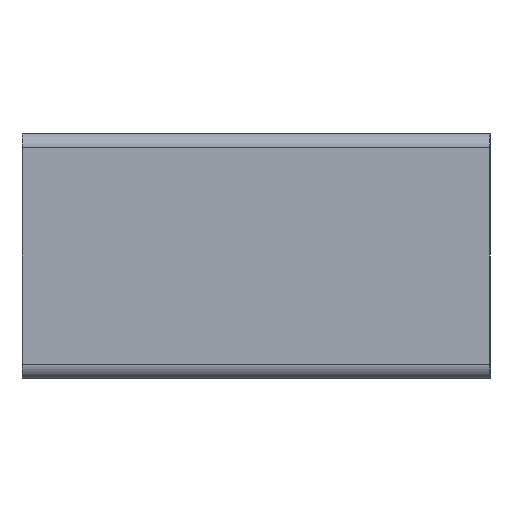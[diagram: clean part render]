
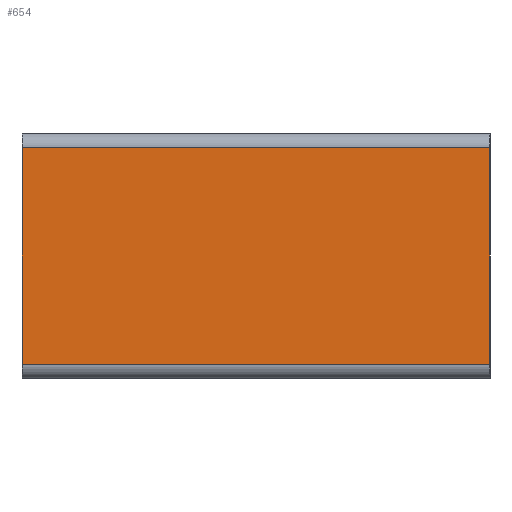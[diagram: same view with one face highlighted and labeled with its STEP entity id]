
A CAD part, left-side view. The second image highlights one B-rep face of the part: STEP entity #654.
In plain terms, the highlighted planar face has unit normal (-1, 0, 0).
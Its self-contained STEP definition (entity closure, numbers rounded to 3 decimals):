
#48=FACE_OUTER_BOUND('',#81,.T.);
#81=EDGE_LOOP('',(#526,#527,#528,#529));
#127=LINE('',#960,#209);
#158=LINE('',#1035,#240);
#164=LINE('',#1047,#246);
#165=LINE('',#1049,#247);
#209=VECTOR('',#782,10.);
#240=VECTOR('',#837,10.);
#246=VECTOR('',#851,10.);
#247=VECTOR('',#854,10.);
#282=VERTEX_POINT('',#957);
#283=VERTEX_POINT('',#959);
#314=VERTEX_POINT('',#1032);
#315=VERTEX_POINT('',#1034);
#352=EDGE_CURVE('',#283,#282,#127,.T.);
#389=EDGE_CURVE('',#314,#315,#158,.T.);
#396=EDGE_CURVE('',#283,#314,#164,.T.);
#397=EDGE_CURVE('',#315,#282,#165,.T.);
#526=ORIENTED_EDGE('',*,*,#396,.F.);
#527=ORIENTED_EDGE('',*,*,#352,.T.);
#528=ORIENTED_EDGE('',*,*,#397,.F.);
#529=ORIENTED_EDGE('',*,*,#389,.F.);
#606=PLANE('',#709);
#654=ADVANCED_FACE('',(#48),#606,.T.);
#709=AXIS2_PLACEMENT_3D('',#1048,#852,#853);
#782=DIRECTION('',(0.,0.,1.));
#837=DIRECTION('',(0.,0.,1.));
#851=DIRECTION('',(0.,1.,0.));
#852=DIRECTION('center_axis',(-1.,0.,0.));
#853=DIRECTION('ref_axis',(0.,-1.,0.));
#854=DIRECTION('',(0.,-1.,0.));
#957=CARTESIAN_POINT('',(-1.6,-0.79,0.78));
#959=CARTESIAN_POINT('',(-1.6,-0.79,0.05));
#960=CARTESIAN_POINT('',(-1.6,-0.79,0.));
#1032=CARTESIAN_POINT('',(-1.6,0.79,0.05));
#1034=CARTESIAN_POINT('',(-1.6,0.79,0.78));
#1035=CARTESIAN_POINT('',(-1.6,0.79,0.));
#1047=CARTESIAN_POINT('',(-1.6,0.395,0.05));
#1048=CARTESIAN_POINT('Origin',(-1.6,0.79,0.));
#1049=CARTESIAN_POINT('',(-1.6,0.395,0.78));
